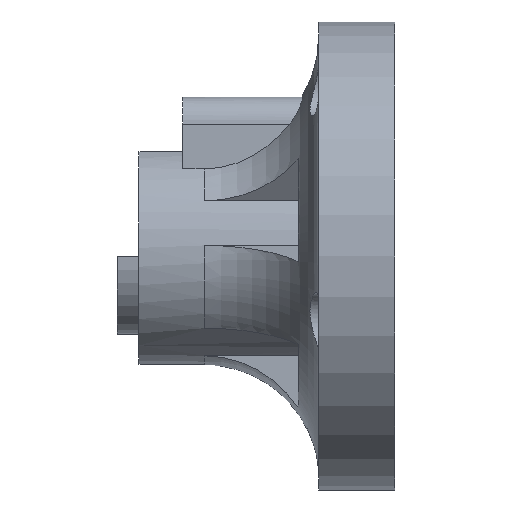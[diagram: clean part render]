
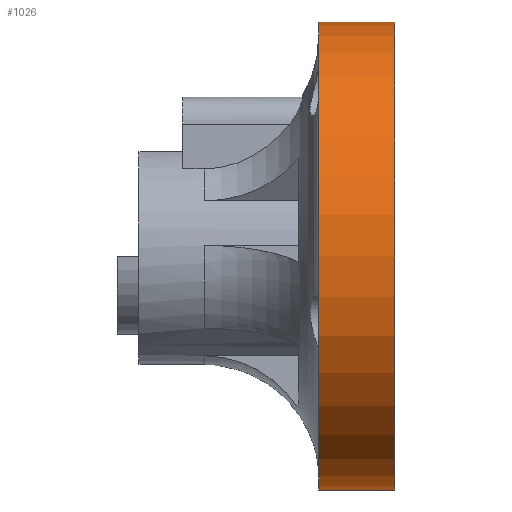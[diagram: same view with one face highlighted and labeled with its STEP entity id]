
A CAD part, front view. The second image highlights one B-rep face of the part: STEP entity #1026.
In plain terms, the highlighted cylindrical face has radius 21.5 mm (diameter 43 mm), a full revolution.
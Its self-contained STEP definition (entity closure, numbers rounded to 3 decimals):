
#60=CYLINDRICAL_SURFACE('',#1155,21.5);
#134=LINE('',#2086,#206);
#206=VECTOR('',#1441,21.5);
#276=FACE_OUTER_BOUND('',#346,.T.);
#346=EDGE_LOOP('',(#947,#948,#949,#950));
#347=CIRCLE('',#1051,21.5);
#394=CIRCLE('',#1139,21.5);
#401=VERTEX_POINT('',#1444);
#494=VERTEX_POINT('',#2054);
#501=EDGE_CURVE('',#401,#401,#347,.T.);
#635=EDGE_CURVE('',#494,#494,#394,.T.);
#650=EDGE_CURVE('',#494,#401,#134,.T.);
#947=ORIENTED_EDGE('',*,*,#635,.F.);
#948=ORIENTED_EDGE('',*,*,#650,.T.);
#949=ORIENTED_EDGE('',*,*,#501,.F.);
#950=ORIENTED_EDGE('',*,*,#650,.F.);
#1026=ADVANCED_FACE('',(#276),#60,.T.);
#1051=AXIS2_PLACEMENT_3D('',#1445,#1160,#1161);
#1139=AXIS2_PLACEMENT_3D('',#2055,#1399,#1400);
#1155=AXIS2_PLACEMENT_3D('',#2085,#1439,#1440);
#1160=DIRECTION('center_axis',(1.,0.,0.));
#1161=DIRECTION('ref_axis',(0.,0.,-1.));
#1399=DIRECTION('center_axis',(-1.,0.,0.));
#1400=DIRECTION('ref_axis',(0.,0.,1.));
#1439=DIRECTION('center_axis',(-1.,0.,0.));
#1440=DIRECTION('ref_axis',(0.,0.,-1.));
#1441=DIRECTION('',(1.,0.,0.));
#1444=CARTESIAN_POINT('',(15.,0.,21.5));
#1445=CARTESIAN_POINT('Origin',(15.,0.,0.));
#2054=CARTESIAN_POINT('',(8.,0.,21.5));
#2055=CARTESIAN_POINT('Origin',(8.,0.,0.));
#2085=CARTESIAN_POINT('Origin',(15.,0.,0.));
#2086=CARTESIAN_POINT('',(15.,0.,21.5));
